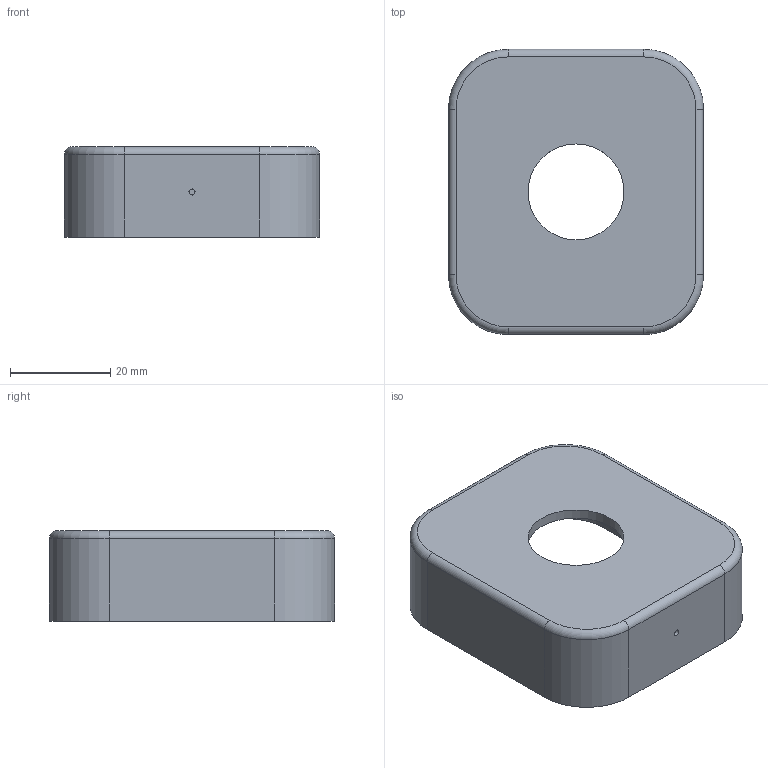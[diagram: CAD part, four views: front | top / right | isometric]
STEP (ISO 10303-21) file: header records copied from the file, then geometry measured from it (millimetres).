
FILE_DESCRIPTION(/* description */ (''),/* implementation_level */ '2;1');
FILE_NAME(/* name */ 'Enclosure.step',/* time_stamp */ '2026-01-06T22:23:52+08:00',/* author */ (''),/* organization */ (''),/* preprocessor_version */ 'ST-DEVELOPER v20.1',/* originating_system */ 'Autodesk Translation Framework v14.21.0.0',/* authorisation */ '');
FILE_SCHEMA (('AUTOMOTIVE_DESIGN { 1 0 10303 214 3 1 1 }'));
Length unit declared in the file: millimetre
Products named in the file (1): SparkinFP外壳
Bounding box: 50.8 x 56.8 x 18 mm (x, y, z)
Volume: 10691.4 mm3; surface area: 11573.3 mm2
Topology: 1 solids, 1 shells, 76 faces, 194 edges, 124 vertices
Faces by surface type: plane 48, cylinder 24, torus 4
Full cylindrical faces by diameter (mm): 1.2 x1, 1.7 x1, 5.7 x1, 19.1 x1
Entity records: 2340 total; most frequent: DIRECTION 410, CARTESIAN_POINT 395, ORIENTED_EDGE 388, EDGE_CURVE 194, AXIS2_PLACEMENT_3D 139, LINE 132, VECTOR 132, VERTEX_POINT 124
